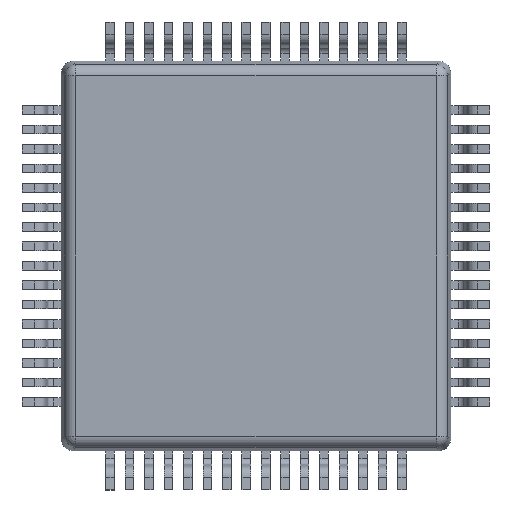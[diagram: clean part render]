
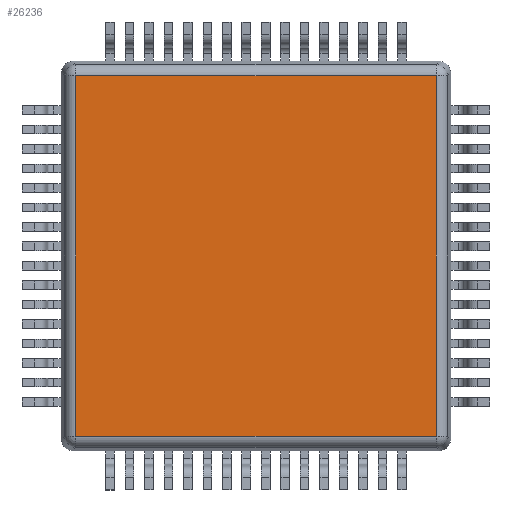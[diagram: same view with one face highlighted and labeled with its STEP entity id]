
A CAD part, front view. The second image highlights one B-rep face of the part: STEP entity #26236.
In plain terms, the highlighted planar face has unit normal (0, -1, 0).
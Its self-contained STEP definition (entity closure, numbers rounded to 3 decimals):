
#514 = CARTESIAN_POINT ( 'NONE',  ( 4.624, 0.1, -4.624 ) ) ;
#2096 = CARTESIAN_POINT ( 'NONE',  ( 4.624, 0.1, 5. ) ) ;
#2291 = DIRECTION ( 'NONE',  ( -1., 0., 0. ) ) ;
#4916 = VERTEX_POINT ( 'NONE', #24865 ) ;
#5341 = VECTOR ( 'NONE', #23813, 1000. ) ;
#5671 = ORIENTED_EDGE ( 'NONE', *, *, #17053, .T. ) ;
#6058 = LINE ( 'NONE', #28418, #5341 ) ;
#6073 = EDGE_LOOP ( 'NONE', ( #24949, #9638, #21545, #5671 ) ) ;
#6163 = AXIS2_PLACEMENT_3D ( 'NONE', #27468, #13664, #29780 ) ;
#7019 = VERTEX_POINT ( 'NONE', #20680 ) ;
#7273 = LINE ( 'NONE', #2096, #14083 ) ;
#8182 = EDGE_CURVE ( 'NONE', #23466, #7019, #23503, .T. ) ;
#9638 = ORIENTED_EDGE ( 'NONE', *, *, #24535, .T. ) ;
#10070 = FACE_OUTER_BOUND ( 'NONE', #6073, .T. ) ;
#10968 = EDGE_CURVE ( 'NONE', #16535, #4916, #7273, .T. ) ;
#12066 = VECTOR ( 'NONE', #2291, 1000. ) ;
#13664 = DIRECTION ( 'NONE',  ( 0., -1., 0. ) ) ;
#13867 = CARTESIAN_POINT ( 'NONE',  ( -4.624, 0.1, 4.624 ) ) ;
#14083 = VECTOR ( 'NONE', #18232, 1000. ) ;
#15868 = PLANE ( 'NONE',  #6163 ) ;
#16363 = CARTESIAN_POINT ( 'NONE',  ( -4.624, 0.1, 5. ) ) ;
#16464 = DIRECTION ( 'NONE',  ( 0., 0., -1. ) ) ;
#16535 = VERTEX_POINT ( 'NONE', #514 ) ;
#17053 = EDGE_CURVE ( 'NONE', #7019, #16535, #6058, .T. ) ;
#17347 = VECTOR ( 'NONE', #16464, 1000. ) ;
#18232 = DIRECTION ( 'NONE',  ( 0., 0., 1. ) ) ;
#18430 = CARTESIAN_POINT ( 'NONE',  ( 0., 0.1, 4.624 ) ) ;
#20680 = CARTESIAN_POINT ( 'NONE',  ( -4.624, 0.1, -4.624 ) ) ;
#21545 = ORIENTED_EDGE ( 'NONE', *, *, #8182, .T. ) ;
#23466 = VERTEX_POINT ( 'NONE', #13867 ) ;
#23503 = LINE ( 'NONE', #16363, #17347 ) ;
#23813 = DIRECTION ( 'NONE',  ( 1., 0., 0. ) ) ;
#24318 = LINE ( 'NONE', #18430, #12066 ) ;
#24535 = EDGE_CURVE ( 'NONE', #4916, #23466, #24318, .T. ) ;
#24865 = CARTESIAN_POINT ( 'NONE',  ( 4.624, 0.1, 4.624 ) ) ;
#24949 = ORIENTED_EDGE ( 'NONE', *, *, #10968, .T. ) ;
#26236 = ADVANCED_FACE ( 'NONE', ( #10070 ), #15868, .T. ) ;
#27468 = CARTESIAN_POINT ( 'NONE',  ( 0., 0.1, 5. ) ) ;
#28418 = CARTESIAN_POINT ( 'NONE',  ( 0., 0.1, -4.624 ) ) ;
#29780 = DIRECTION ( 'NONE',  ( 0., 0., -1. ) ) ;
